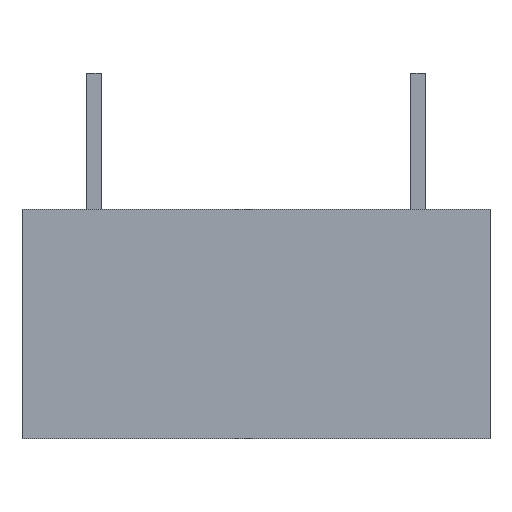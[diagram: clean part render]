
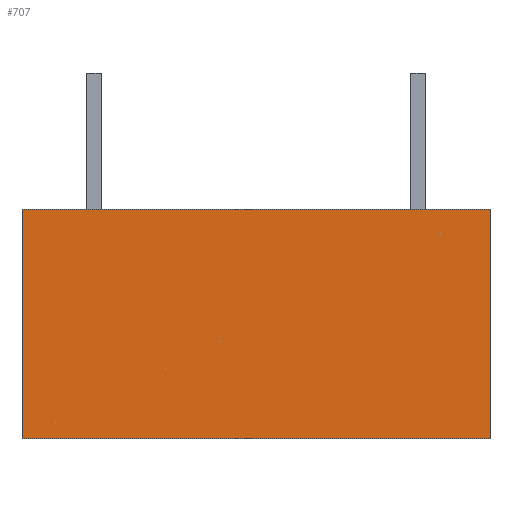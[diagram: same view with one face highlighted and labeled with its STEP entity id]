
A CAD part, left-side view. The second image highlights one B-rep face of the part: STEP entity #707.
In plain terms, the highlighted planar face has unit normal (-1, 0, 0).
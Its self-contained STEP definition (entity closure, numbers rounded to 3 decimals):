
#707=ADVANCED_FACE('',(#889),#798,.T.);
#798=PLANE('',#2312);
#889=FACE_OUTER_BOUND('',#979,.T.);
#979=EDGE_LOOP('',(#1345,#1346,#1347,#1348));
#1345=ORIENTED_EDGE('',*,*,#1787,.T.);
#1346=ORIENTED_EDGE('',*,*,#1786,.T.);
#1347=ORIENTED_EDGE('',*,*,#1788,.T.);
#1348=ORIENTED_EDGE('',*,*,#1789,.T.);
#1573=VERTEX_POINT('',#3151);
#1574=VERTEX_POINT('',#3153);
#1575=VERTEX_POINT('',#3157);
#1576=VERTEX_POINT('',#3159);
#1786=EDGE_CURVE('',#1573,#1574,#2002,.T.);
#1787=EDGE_CURVE('',#1575,#1573,#2003,.T.);
#1788=EDGE_CURVE('',#1574,#1576,#2004,.T.);
#1789=EDGE_CURVE('',#1576,#1575,#2005,.T.);
#2002=LINE('',#3154,#2218);
#2003=LINE('',#3156,#2219);
#2004=LINE('',#3158,#2220);
#2005=LINE('',#3160,#2221);
#2218=VECTOR('',#2698,1.);
#2219=VECTOR('',#2701,1.);
#2220=VECTOR('',#2702,1.);
#2221=VECTOR('',#2703,1.);
#2312=AXIS2_PLACEMENT_3D('',#3161,#2704,#2705);
#2698=DIRECTION('',(0.,0.,1.));
#2701=DIRECTION('',(0.,-1.,0.));
#2702=DIRECTION('',(0.,1.,0.));
#2703=DIRECTION('',(0.,0.,-1.));
#2704=DIRECTION('',(-1.,0.,0.));
#2705=DIRECTION('',(0.,-1.,0.));
#3151=CARTESIAN_POINT('',(0.,0.,0.));
#3153=CARTESIAN_POINT('',(0.,0.,5.4));
#3154=CARTESIAN_POINT('',(0.,0.,0.));
#3156=CARTESIAN_POINT('',(0.,11.,0.));
#3157=CARTESIAN_POINT('',(0.,11.,0.));
#3158=CARTESIAN_POINT('',(0.,0.,5.4));
#3159=CARTESIAN_POINT('',(0.,11.,5.4));
#3160=CARTESIAN_POINT('',(0.,11.,5.4));
#3161=CARTESIAN_POINT('',(0.,11.,0.));
